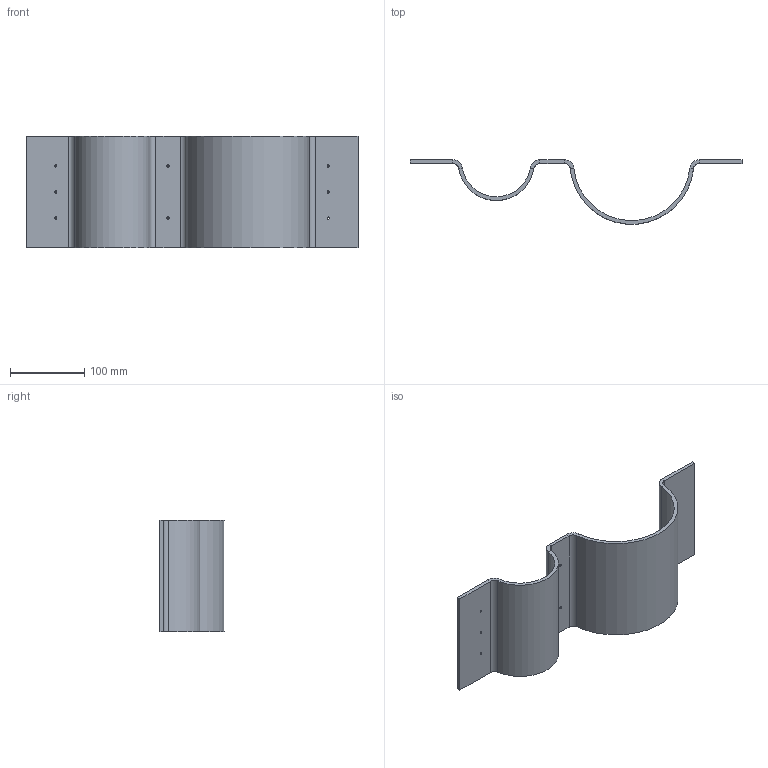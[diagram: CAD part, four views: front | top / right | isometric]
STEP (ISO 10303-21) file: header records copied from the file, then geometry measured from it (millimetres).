
FILE_DESCRIPTION(('CATIA V5 STEP Exchange'),'2;1');
FILE_NAME('ANT3-D7-005-ASM.1001.B Moule support bocaux V2.stp','2021-02-26T15:13:52+00:00',('none'),('none'),'CATIA Version 5 Release 20 GA (IN-10)','CATIA V5 STEP AP203','none');
FILE_SCHEMA(('CONFIG_CONTROL_DESIGN'));
Length unit declared in the file: millimetre
Products named in the file (1): ANT3-D7-005-ASM.1001.B Moule support bocaux v2
Bounding box: 445.94 x 86.44 x 150 mm (x, y, z)
Volume: 436333 mm3; surface area: 182231.8 mm2
Topology: 1 solids, 1 shells, 54 faces, 204 edges, 155 vertices
Faces by surface type: cylinder 28, plane 26
Entity records: 2480 total; most frequent: CARTESIAN_POINT 963, ORIENTED_EDGE 248, DIRECTION 230, EDGE_CURVE 124, AXIS2_PLACEMENT_3D 109, COMPOSITE_CURVE_SEGMENT 80, VECTOR 80, LINE 80
